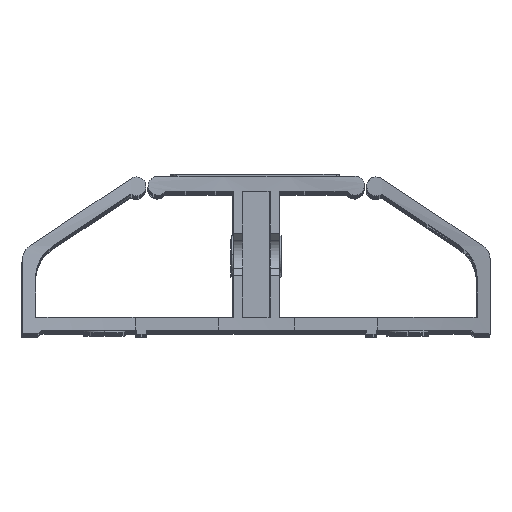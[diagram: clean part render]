
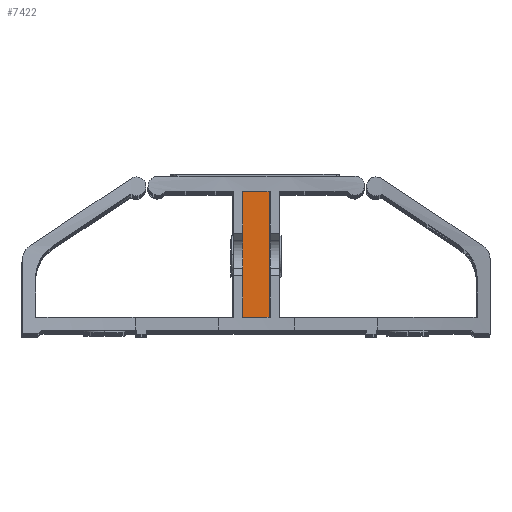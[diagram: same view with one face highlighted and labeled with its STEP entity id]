
A CAD part, top view. The second image highlights one B-rep face of the part: STEP entity #7422.
In plain terms, the highlighted planar face has unit normal (0, 0, 1).
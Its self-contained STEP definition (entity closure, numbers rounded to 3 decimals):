
#1043 = CARTESIAN_POINT ( 'NONE',  ( -1.8, 1.7, -9.696 ) ) ;
#1123 = ORIENTED_EDGE ( 'NONE', *, *, #6767, .T. ) ;
#1391 = DIRECTION ( 'NONE',  ( 0., -1., 0. ) ) ;
#1859 = CARTESIAN_POINT ( 'NONE',  ( -1.8, 18.3, -9.696 ) ) ;
#1873 = DIRECTION ( 'NONE',  ( -1., 0., 0. ) ) ;
#1895 = DIRECTION ( 'NONE',  ( 1., 0., 0. ) ) ;
#2138 = CARTESIAN_POINT ( 'NONE',  ( 1.7, 1.7, -9.696 ) ) ;
#2409 = ORIENTED_EDGE ( 'NONE', *, *, #8887, .F. ) ;
#2441 = AXIS2_PLACEMENT_3D ( 'NONE', #8002, #5175, #1873 ) ;
#2453 = VECTOR ( 'NONE', #1895, 1000. ) ;
#2579 = CARTESIAN_POINT ( 'NONE',  ( -1.8, 1.7, -9.696 ) ) ;
#2852 = LINE ( 'NONE', #5720, #3737 ) ;
#2908 = VECTOR ( 'NONE', #5203, 1000. ) ;
#2945 = LINE ( 'NONE', #7578, #2908 ) ;
#3619 = ORIENTED_EDGE ( 'NONE', *, *, #7738, .F. ) ;
#3737 = VECTOR ( 'NONE', #1391, 1000. ) ;
#3882 = VERTEX_POINT ( 'NONE', #2138 ) ;
#4426 = CARTESIAN_POINT ( 'NONE',  ( -1.8, 22.379, -9.696 ) ) ;
#4554 = VERTEX_POINT ( 'NONE', #2579 ) ;
#4811 = LINE ( 'NONE', #1043, #2453 ) ;
#4976 = VECTOR ( 'NONE', #6726, 1000. ) ;
#5175 = DIRECTION ( 'NONE',  ( 0., 0., -1. ) ) ;
#5203 = DIRECTION ( 'NONE',  ( 1., 0., 0. ) ) ;
#5720 = CARTESIAN_POINT ( 'NONE',  ( 1.7, 22.379, -9.696 ) ) ;
#5910 = CARTESIAN_POINT ( 'NONE',  ( 1.7, 18.3, -9.696 ) ) ;
#6286 = VERTEX_POINT ( 'NONE', #1859 ) ;
#6501 = FACE_OUTER_BOUND ( 'NONE', #8646, .T. ) ;
#6726 = DIRECTION ( 'NONE',  ( 0., -1., 0. ) ) ;
#6767 = EDGE_CURVE ( 'NONE', #6286, #4554, #7581, .T. ) ;
#7123 = VERTEX_POINT ( 'NONE', #5910 ) ;
#7422 = ADVANCED_FACE ( 'NONE', ( #6501 ), #8057, .F. ) ;
#7578 = CARTESIAN_POINT ( 'NONE',  ( -1.8, 18.3, -9.696 ) ) ;
#7581 = LINE ( 'NONE', #4426, #4976 ) ;
#7738 = EDGE_CURVE ( 'NONE', #7123, #3882, #2852, .T. ) ;
#7853 = ORIENTED_EDGE ( 'NONE', *, *, #7933, .T. ) ;
#7933 = EDGE_CURVE ( 'NONE', #4554, #3882, #4811, .T. ) ;
#8002 = CARTESIAN_POINT ( 'NONE',  ( -1.8, 22.379, -9.696 ) ) ;
#8057 = PLANE ( 'NONE',  #2441 ) ;
#8646 = EDGE_LOOP ( 'NONE', ( #2409, #1123, #7853, #3619 ) ) ;
#8887 = EDGE_CURVE ( 'NONE', #6286, #7123, #2945, .T. ) ;
